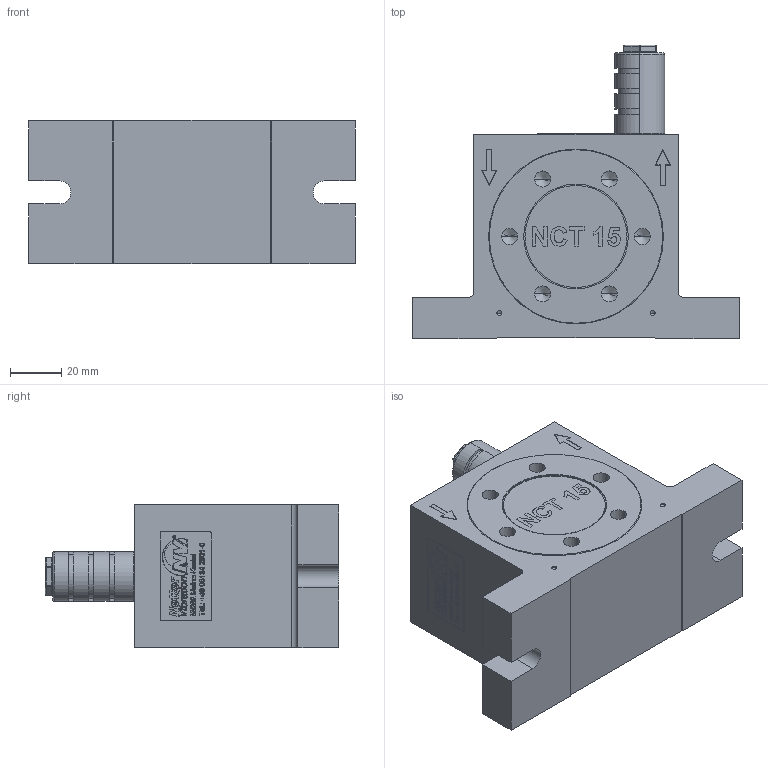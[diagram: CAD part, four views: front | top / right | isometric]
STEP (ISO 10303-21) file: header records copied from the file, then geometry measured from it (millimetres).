
FILE_DESCRIPTION (( 'STEP AP214' ), '1' );
FILE_NAME ('NCT 15 Turbinenvibrator #02715000.STEP', '2022-02-25T12:32:19', ( '' ), ( '' ), 'SwSTEP 2.0', 'SolidWorks 2015', '' );
FILE_SCHEMA (( 'AUTOMOTIVE_DESIGN' ));
Length unit declared in the file: millimetre
Products named in the file (1): NCT 15 Turbinenvibrator #02715000
Bounding box: 128 x 115 x 56.25 mm (x, y, z)
Volume: 403148.1 mm3; surface area: 42769.3 mm2
Topology: 2 solids, 2 shells, 307 faces, 1442 edges, 1244 vertices
Faces by surface type: plane 195, cylinder 65, cone 28, torus 11, sphere 8
Entity records: 22055 total; most frequent: CARTESIAN_POINT 8598, ORIENTED_EDGE 2836, DIRECTION 1741, EDGE_CURVE 1418, VERTEX_POINT 1244, LINE 781, VECTOR 781, AXIS2_PLACEMENT_3D 480
